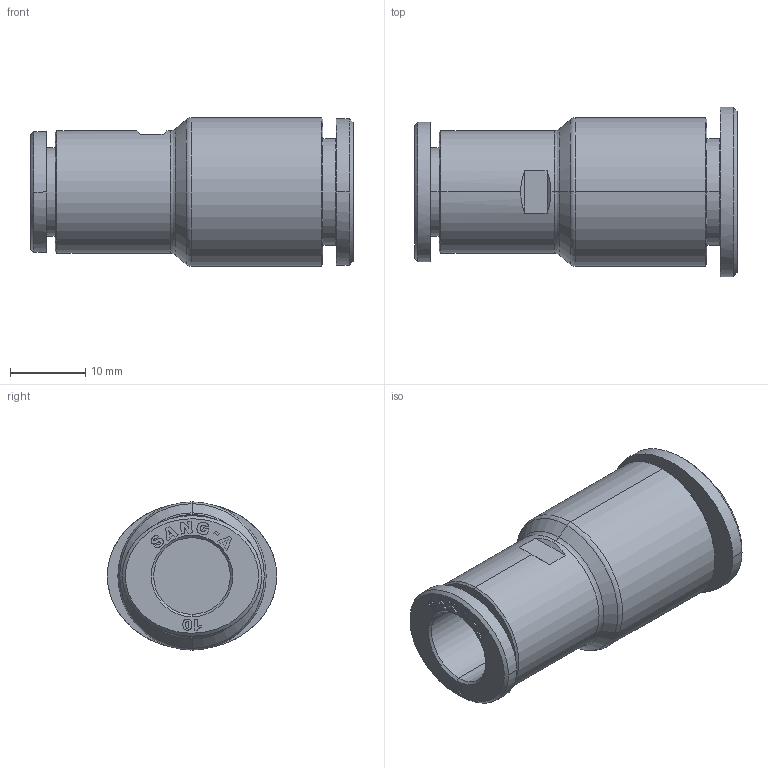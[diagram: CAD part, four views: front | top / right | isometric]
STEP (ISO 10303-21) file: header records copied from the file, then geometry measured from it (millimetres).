
FILE_DESCRIPTION((''),'2;1');
FILE_NAME('GPG_1210(3D).stp','2012-12-20T14:37:55',(''),(''),'Mechanical Desktop.R8.0.24.0','Mechanical Desktop.R8.0.24.0',', , ');
FILE_SCHEMA(('CONFIG_CONTROL_DESIGN'));
Length unit declared in the file: millimetre
Products named in the file (3): GPG_1210(3D); ºÎÇ°1; RM_SDB
Assembly tree (2 placements, depth 2):
  GPG_1210(3D)
    ºÎÇ°1
    RM_SDB
Bounding box: 42.8 x 22.5 x 19.7 mm (x, y, z)
Volume: 6645.2 mm3; surface area: 5009.8 mm2
Topology: 1 solids, 1 shells, 767 faces, 2196 edges, 1458 vertices
Faces by surface type: plane 719, bspline 18, cylinder 14, cone 14, torus 2
Entity records: 25509 total; most frequent: CARTESIAN_POINT 5386, ORIENTED_EDGE 4392, DIRECTION 3728, EDGE_CURVE 2196, VECTOR 2108, LINE 2108, VERTEX_POINT 1458, AXIS2_PLACEMENT_3D 810
